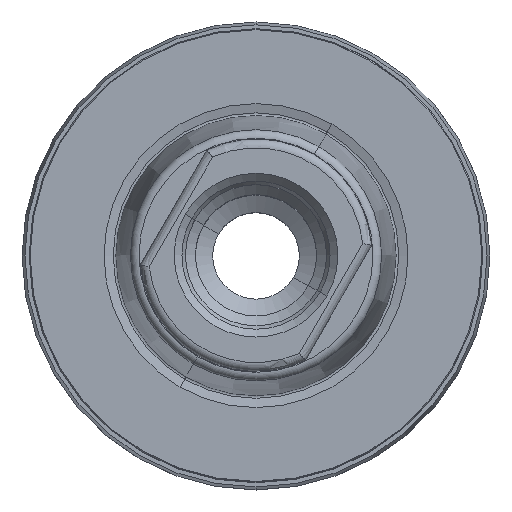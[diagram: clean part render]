
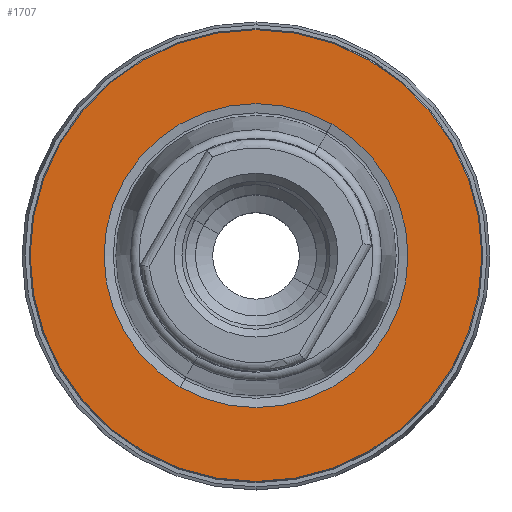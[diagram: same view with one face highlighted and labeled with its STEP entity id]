
A CAD part, top view. The second image highlights one B-rep face of the part: STEP entity #1707.
In plain terms, the highlighted planar face has unit normal (0, 0, 1).
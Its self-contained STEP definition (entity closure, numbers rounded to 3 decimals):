
#510=CARTESIAN_POINT('',(0.,0.,0.));
#511=DIRECTION('',(0.,0.,-1.));
#512=DIRECTION('',(-0.5,-0.866,0.));
#513=AXIS2_PLACEMENT_3D('',#510,#511,#512);
#532=CARTESIAN_POINT('',(0.,0.,0.));
#533=DIRECTION('',(0.,0.,1.));
#534=DIRECTION('',(-0.5,-0.866,0.));
#535=AXIS2_PLACEMENT_3D('',#532,#533,#534);
#540=CARTESIAN_POINT('',(0.,0.,0.));
#541=DIRECTION('',(0.,0.,-1.));
#542=DIRECTION('',(0.,1.,0.));
#543=AXIS2_PLACEMENT_3D('',#540,#541,#542);
#548=CARTESIAN_POINT('',(0.,0.,0.));
#549=DIRECTION('',(0.,0.,-1.));
#550=DIRECTION('',(0.,-1.,0.));
#551=AXIS2_PLACEMENT_3D('',#548,#549,#550);
#1045=CARTESIAN_POINT('',(-4.388,-7.6,0.));
#1047=VERTEX_POINT('',#1045);
#1055=CARTESIAN_POINT('',(4.388,7.6,0.));
#1057=VERTEX_POINT('',#1055);
#1155=CARTESIAN_POINT('',(0.,13.042,0.));
#1156=VERTEX_POINT('',#1155);
#1157=CARTESIAN_POINT('',(0.,-13.042,0.));
#1158=VERTEX_POINT('',#1157);
#1692=CARTESIAN_POINT('',(0.,0.,0.));
#1693=DIRECTION('',(0.,0.,-1.));
#1694=DIRECTION('',(0.5,0.866,0.));
#1695=AXIS2_PLACEMENT_3D('',#1692,#1693,#1694);
#1696=PLANE('',#1695);
#1698=ORIENTED_EDGE('',*,*,#1697,.T.);
#1700=ORIENTED_EDGE('',*,*,#1699,.T.);
#1701=EDGE_LOOP('',(#1698,#1700));
#1702=FACE_OUTER_BOUND('',#1701,.F.);
#1703=ORIENTED_EDGE('',*,*,#1671,.F.);
#1704=ORIENTED_EDGE('',*,*,#1687,.T.);
#1705=EDGE_LOOP('',(#1703,#1704));
#1706=FACE_BOUND('',#1705,.F.);
#514=CIRCLE('',#513,8.776);
#536=CIRCLE('',#535,8.776);
#544=CIRCLE('',#543,13.042);
#552=CIRCLE('',#551,13.042);
#1671=EDGE_CURVE('',#1047,#1057,#514,.T.);
#1687=EDGE_CURVE('',#1047,#1057,#536,.T.);
#1697=EDGE_CURVE('',#1156,#1158,#544,.T.);
#1699=EDGE_CURVE('',#1158,#1156,#552,.T.);
#1707=ADVANCED_FACE('',(#1702,#1706),#1696,.F.);
